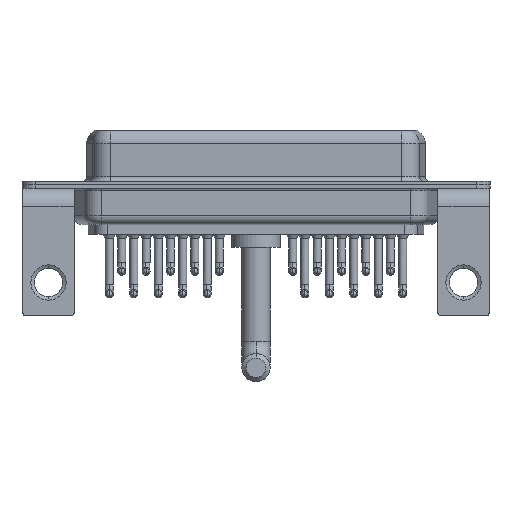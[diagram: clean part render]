
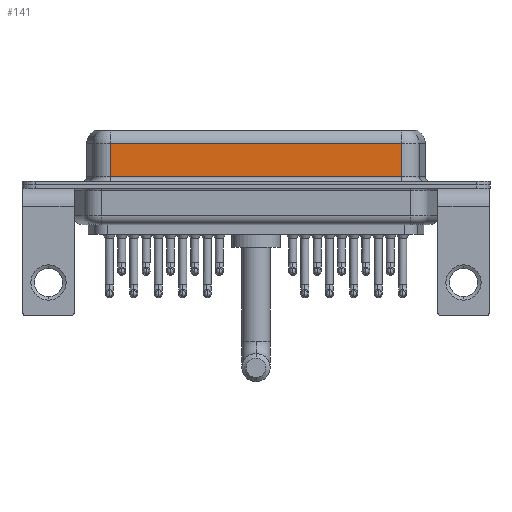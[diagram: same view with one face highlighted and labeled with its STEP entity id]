
A CAD part, front view. The second image highlights one B-rep face of the part: STEP entity #141.
In plain terms, the highlighted planar face has unit normal (0, -1, 0).
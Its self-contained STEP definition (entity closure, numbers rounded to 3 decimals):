
#45 = CARTESIAN_POINT ( 'NONE',  ( 7.013, -3.95, 4.65 ) ) ;
#141 = ADVANCED_FACE ( 'NONE', ( #1470 ), #6686, .F. ) ;
#456 = DIRECTION ( 'NONE',  ( 0., 0., -1. ) ) ;
#1167 = CARTESIAN_POINT ( 'NONE',  ( 7.013, -3.95, 6.4 ) ) ;
#1470 = FACE_OUTER_BOUND ( 'NONE', #21697, .T. ) ;
#2582 = EDGE_CURVE ( 'NONE', #5156, #17077, #14574, .T. ) ;
#2970 = DIRECTION ( 'NONE',  ( 0., 0., -1. ) ) ;
#3132 = CARTESIAN_POINT ( 'NONE',  ( 40.037, -3.95, 6.4 ) ) ;
#3443 = EDGE_CURVE ( 'NONE', #21532, #17077, #12386, .T. ) ;
#4022 = VECTOR ( 'NONE', #23266, 1000. ) ;
#5059 = DIRECTION ( 'NONE',  ( -1., 0., 0. ) ) ;
#5130 = VECTOR ( 'NONE', #456, 1000. ) ;
#5156 = VERTEX_POINT ( 'NONE', #13337 ) ;
#6686 = PLANE ( 'NONE',  #13381 ) ;
#6698 = ORIENTED_EDGE ( 'NONE', *, *, #11278, .T. ) ;
#9875 = EDGE_CURVE ( 'NONE', #5156, #10582, #15730, .T. ) ;
#10582 = VERTEX_POINT ( 'NONE', #45 ) ;
#10954 = ORIENTED_EDGE ( 'NONE', *, *, #3443, .T. ) ;
#11278 = EDGE_CURVE ( 'NONE', #10582, #21532, #19415, .T. ) ;
#11963 = VECTOR ( 'NONE', #5059, 1000. ) ;
#12386 = LINE ( 'NONE', #19478, #4022 ) ;
#12810 = CARTESIAN_POINT ( 'NONE',  ( 40.037, -3.95, 6.4 ) ) ;
#12866 = CARTESIAN_POINT ( 'NONE',  ( 7.013, -3.95, 0.9 ) ) ;
#13337 = CARTESIAN_POINT ( 'NONE',  ( 40.037, -3.95, 4.65 ) ) ;
#13381 = AXIS2_PLACEMENT_3D ( 'NONE', #3132, #17365, #14606 ) ;
#14574 = LINE ( 'NONE', #12810, #5130 ) ;
#14606 = DIRECTION ( 'NONE',  ( 0., 0., 1. ) ) ;
#15706 = ORIENTED_EDGE ( 'NONE', *, *, #9875, .T. ) ;
#15730 = LINE ( 'NONE', #23177, #11963 ) ;
#15946 = ORIENTED_EDGE ( 'NONE', *, *, #2582, .F. ) ;
#17077 = VERTEX_POINT ( 'NONE', #22477 ) ;
#17365 = DIRECTION ( 'NONE',  ( 0., 1., 0. ) ) ;
#18454 = VECTOR ( 'NONE', #2970, 1000. ) ;
#19415 = LINE ( 'NONE', #1167, #18454 ) ;
#19478 = CARTESIAN_POINT ( 'NONE',  ( 40.037, -3.95, 0.9 ) ) ;
#21532 = VERTEX_POINT ( 'NONE', #12866 ) ;
#21697 = EDGE_LOOP ( 'NONE', ( #15946, #15706, #6698, #10954 ) ) ;
#22477 = CARTESIAN_POINT ( 'NONE',  ( 40.037, -3.95, 0.9 ) ) ;
#23177 = CARTESIAN_POINT ( 'NONE',  ( 40.037, -3.95, 4.65 ) ) ;
#23266 = DIRECTION ( 'NONE',  ( 1., 0., 0. ) ) ;
